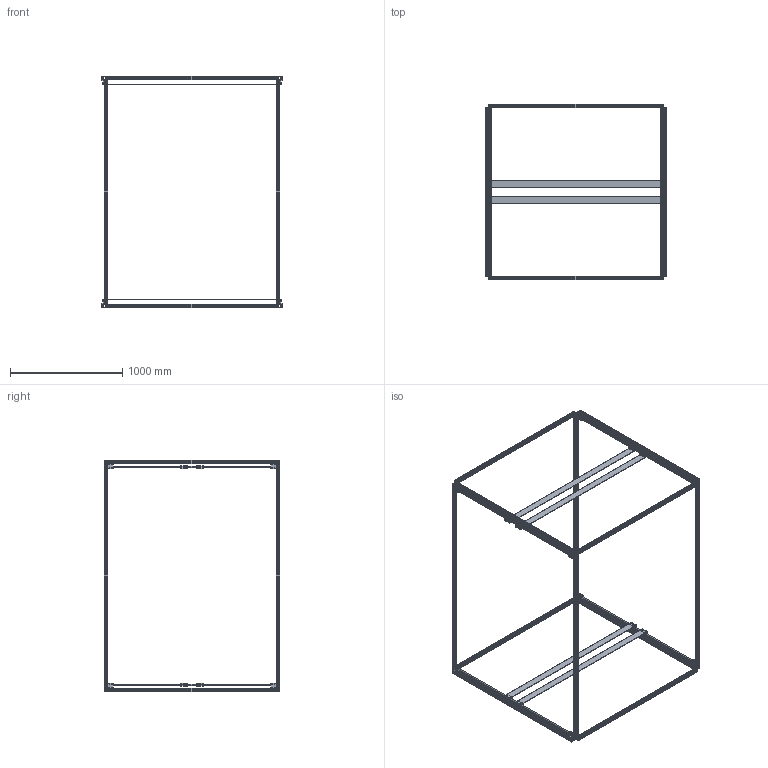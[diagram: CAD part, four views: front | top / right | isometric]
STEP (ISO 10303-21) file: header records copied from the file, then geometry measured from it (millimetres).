
FILE_DESCRIPTION(/* description */ (''),/* implementation_level */ '2;1');
FILE_NAME(/* name */ 'Testbed assembly v1.step',/* time_stamp */ '2023-08-23T02:02:48+08:00',/* author */ (''),/* organization */ (''),/* preprocessor_version */ 'ST-DEVELOPER v20',/* originating_system */ 'Autodesk Translation Framework v12.9.0.99',/* authorisation */ '');
FILE_SCHEMA (('AUTOMOTIVE_DESIGN { 1 0 10303 214 3 1 1 }'));
Products named in the file (1): Testbed assembly
Bounding box: 1620 x 1560 x 2060 mm (x, y, z)
Volume: 11802178.4 mm3; surface area: 8836270.5 mm2
Topology: 36 solids, 36 shells, 2028 faces, 5740 edges, 3800 vertices
Faces by surface type: plane 1232, cylinder 740, cone 48, torus 8
Full cylindrical faces by diameter (mm): 2.529 x32, 3 x48, 3.332 x32, 4 x32, 5.5 x16, 6 x32, 6.8 x16, 15 x12
Entity records: 66230 total; most frequent: CARTESIAN_POINT 11537, ORIENTED_EDGE 11416, DIRECTION 11286, EDGE_CURVE 5708, LINE 4188, VECTOR 4188, VERTEX_POINT 3800, AXIS2_PLACEMENT_3D 3549
